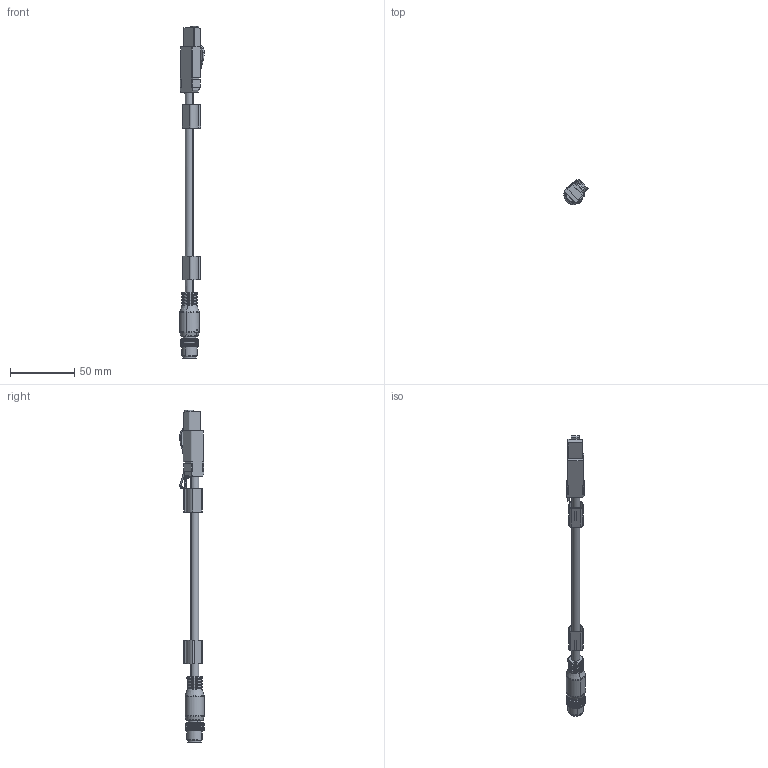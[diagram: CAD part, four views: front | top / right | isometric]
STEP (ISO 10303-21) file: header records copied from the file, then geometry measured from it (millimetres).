
FILE_DESCRIPTION(('CATIA V5 STEP Exchange','CAx-IF Rec.Pracs.--- Model Styling and Organization---1.5--- 2016-08-15','CAx-IF Rec.Pracs.---Supplemental Geometry---1.0---2011-11-01','CAx-IF Rec.Pracs.--- Composite Materials ---1.1---2010-07-15'),'2;1');
FILE_NAME ('D1651298_0', '2025-04-01T08:56:29+00:00', ('none'), ('Weidmueller'), 'CATIA Version 5-6 Release 2022 SP4 HF5', 'CATIA V5 STEP AP214 v3', 'none');
FILE_SCHEMA(('AUTOMOTIVE_DESIGN { 1 0 10303 214 1 1 1 1 }'));
Length unit declared in the file: millimetre
Products named in the file (1): 1044470000
Bounding box: 18.9 x 19.18 x 258.13 mm (x, y, z)
Volume: 17743.6 mm3; surface area: 14254.7 mm2
Topology: 1 solids, 2 shells, 889 faces, 2460 edges, 1584 vertices
Faces by surface type: plane 357, cylinder 325, cone 100, torus 85, sphere 18, extrusion 2, bspline 2
Entity records: 28316 total; most frequent: CARTESIAN_POINT 7294, ORIENTED_EDGE 4904, DIRECTION 3214, EDGE_CURVE 2452, VERTEX_POINT 1584, AXIS2_PLACEMENT_3D 1419, VECTOR 1164, LINE 1162
